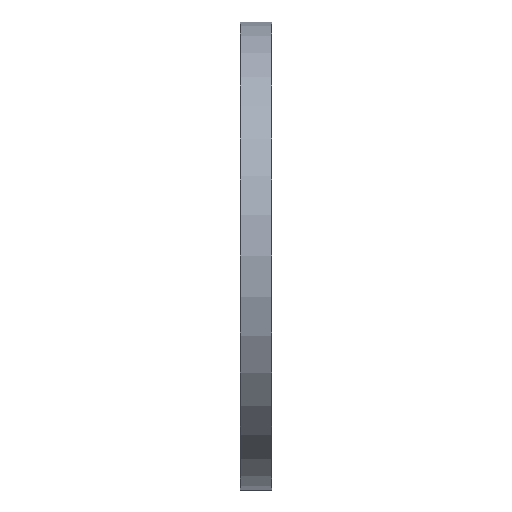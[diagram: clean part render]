
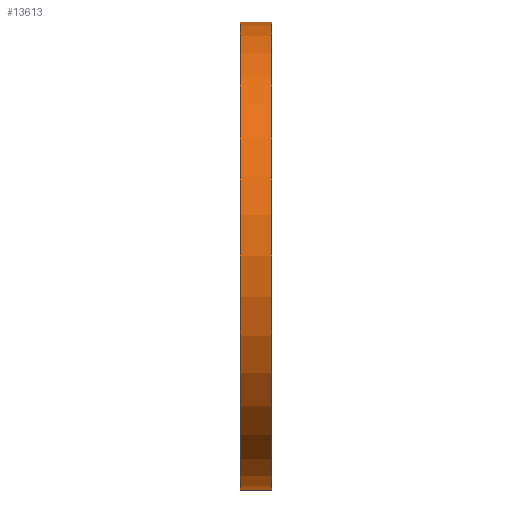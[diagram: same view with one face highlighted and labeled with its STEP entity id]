
A CAD part, left-side view. The second image highlights one B-rep face of the part: STEP entity #13613.
In plain terms, the highlighted cylindrical face has radius 60 mm (diameter 120 mm), a partial arc.
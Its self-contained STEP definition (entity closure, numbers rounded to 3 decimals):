
#52 = CARTESIAN_POINT ( 'NONE',  ( 0., 8., -60. ) ) ;
#149 = CARTESIAN_POINT ( 'NONE',  ( 0., 8., 60. ) ) ;
#208 = DIRECTION ( 'NONE',  ( 0., 0., 1. ) ) ;
#1171 = LINE ( 'NONE', #52, #12296 ) ;
#1930 = EDGE_CURVE ( 'NONE', #6491, #9457, #9899, .T. ) ;
#2010 = ORIENTED_EDGE ( 'NONE', *, *, #10254, .F. ) ;
#2051 = DIRECTION ( 'NONE',  ( 0., -1., 0. ) ) ;
#2971 = ORIENTED_EDGE ( 'NONE', *, *, #1930, .F. ) ;
#3639 = CARTESIAN_POINT ( 'NONE',  ( 0., 0., -60. ) ) ;
#4121 = AXIS2_PLACEMENT_3D ( 'NONE', #11164, #10116, #208 ) ;
#4500 = DIRECTION ( 'NONE',  ( 0., 1., 0. ) ) ;
#4935 = ORIENTED_EDGE ( 'NONE', *, *, #13821, .T. ) ;
#5113 = DIRECTION ( 'NONE',  ( 0., 0., -1. ) ) ;
#5316 = VECTOR ( 'NONE', #6657, 1000. ) ;
#5555 = FACE_OUTER_BOUND ( 'NONE', #8189, .T. ) ;
#6204 = CIRCLE ( 'NONE', #4121, 60. ) ;
#6424 = AXIS2_PLACEMENT_3D ( 'NONE', #11643, #2051, #5113 ) ;
#6491 = VERTEX_POINT ( 'NONE', #8451 ) ;
#6584 = CARTESIAN_POINT ( 'NONE',  ( 0., 8., 60. ) ) ;
#6657 = DIRECTION ( 'NONE',  ( 0., -1., 0. ) ) ;
#6716 = VERTEX_POINT ( 'NONE', #11022 ) ;
#7549 = EDGE_CURVE ( 'NONE', #13096, #6716, #6204, .T. ) ;
#7624 = DIRECTION ( 'NONE',  ( 0., 0., 1. ) ) ;
#8189 = EDGE_LOOP ( 'NONE', ( #2010, #2971, #4935, #12826 ) ) ;
#8451 = CARTESIAN_POINT ( 'NONE',  ( 0., 8., -60. ) ) ;
#9457 = VERTEX_POINT ( 'NONE', #6584 ) ;
#9753 = DIRECTION ( 'NONE',  ( 0., -1., 0. ) ) ;
#9899 = CIRCLE ( 'NONE', #12067, 60. ) ;
#10116 = DIRECTION ( 'NONE',  ( 0., 1., 0. ) ) ;
#10254 = EDGE_CURVE ( 'NONE', #9457, #6716, #12700, .T. ) ;
#11022 = CARTESIAN_POINT ( 'NONE',  ( 0., 0., 60. ) ) ;
#11164 = CARTESIAN_POINT ( 'NONE',  ( 0., 0., 0. ) ) ;
#11643 = CARTESIAN_POINT ( 'NONE',  ( 0., 8., 0. ) ) ;
#11930 = CARTESIAN_POINT ( 'NONE',  ( 0., 8., 0. ) ) ;
#12067 = AXIS2_PLACEMENT_3D ( 'NONE', #11930, #4500, #7624 ) ;
#12296 = VECTOR ( 'NONE', #9753, 1000. ) ;
#12700 = LINE ( 'NONE', #149, #5316 ) ;
#12826 = ORIENTED_EDGE ( 'NONE', *, *, #7549, .T. ) ;
#13096 = VERTEX_POINT ( 'NONE', #3639 ) ;
#13613 = ADVANCED_FACE ( 'NONE', ( #5555 ), #13642, .T. ) ;
#13642 = CYLINDRICAL_SURFACE ( 'NONE', #6424, 60. ) ;
#13821 = EDGE_CURVE ( 'NONE', #6491, #13096, #1171, .T. ) ;
